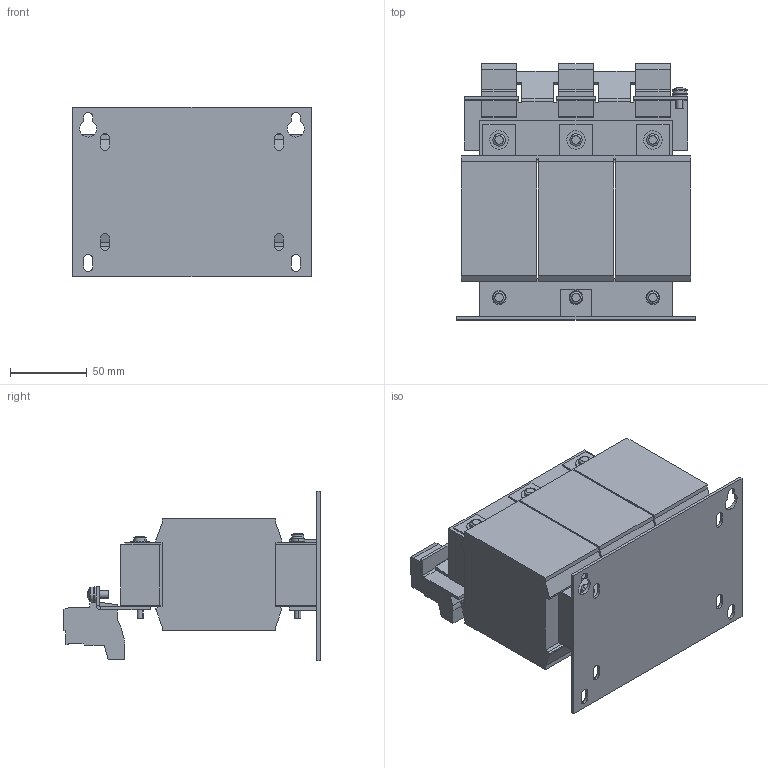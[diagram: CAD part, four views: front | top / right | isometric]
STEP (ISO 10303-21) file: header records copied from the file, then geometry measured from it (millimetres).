
FILE_DESCRIPTION (( 'STEP AP214' ), '1' );
FILE_NAME ('214733.STEP', '2020-05-28T23:58:12', ( '' ), ( '' ), 'SwSTEP 2.0', 'SolidWorks 2018', '' );
FILE_SCHEMA (( 'AUTOMOTIVE_DESIGN' ));
Length unit declared in the file: millimetre
Products named in the file (1): 214733
Bounding box: 155 x 166.5 x 110 mm (x, y, z)
Volume: 1201333.5 mm3; surface area: 154326.4 mm2
Topology: 1 solids, 1 shells, 546 faces, 1476 edges, 959 vertices
Faces by surface type: plane 414, cylinder 107, sphere 14, cone 6, torus 5
Entity records: 17058 total; most frequent: CARTESIAN_POINT 3028, ORIENTED_EDGE 2948, DIRECTION 2844, EDGE_CURVE 1474, VECTOR 1166, LINE 1166, VERTEX_POINT 959, AXIS2_PLACEMENT_3D 839
